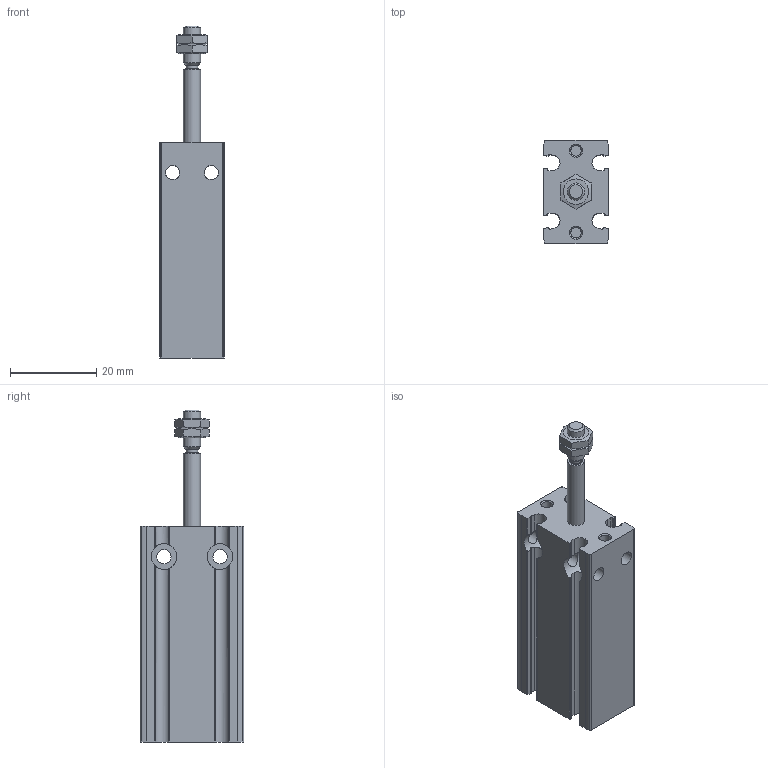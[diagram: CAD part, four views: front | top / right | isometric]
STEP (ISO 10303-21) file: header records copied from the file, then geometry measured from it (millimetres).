
FILE_DESCRIPTION(/* description */ ('STEP AP214'),/* implementation_level */ '2;1');
FILE_NAME(/* name */ '4832172_DPDM-10-15-P-PA',/* time_stamp */ '2024-08-20T19:24:36+02:00',/* author */ ('License CC BY-ND 4.0'),/* organization */ ('CADENAS'),/* preprocessor_version */ 'ST-DEVELOPER v19.3',/* originating_system */ 'PARTsolutions',/* authorisation */ ' ');
FILE_SCHEMA (('AUTOMOTIVE_DESIGN {1 0 10303 214 3 1 1}'));
Length unit declared in the file: millimetre
Products named in the file (5): 4832172 DPDM-10-15-P-PA---(0); 4693549 DPDM-15-P---(h); 340115 M5; 4693549 DPDM-15-P---(r); ISO 4035 M4(F)
Assembly tree (5 placements, depth 2):
  4832172 DPDM-10-15-P-PA---(0)
    4693549 DPDM-15-P---(h)
    340115 M5
    4693549 DPDM-15-P---(r)
    ISO 4035 M4(F)  x2
Bounding box: 15 x 24 x 77 mm (x, y, z)
Volume: 14049.3 mm3; surface area: 8688.2 mm2
Topology: 5 solids, 5 shells, 197 faces, 506 edges, 332 vertices
Faces by surface type: cylinder 94, plane 83, cone 18, torus 2
Full cylindrical faces by diameter (mm): 2.459 x4, 2.5 x1, 2.667 x1, 3.242 x2, 3.3 x8, 3.95 x1, 4 x3, 4.134 x2, 5 x1, 6 x4, 10 x2, 11 x1
Entity records: 5702 total; most frequent: CARTESIAN_POINT 1256, DIRECTION 898, ORIENTED_EDGE 844, EDGE_CURVE 422, AXIS2_PLACEMENT_3D 362, VERTEX_POINT 304, EDGE_LOOP 260, FACE_BOUND 260
